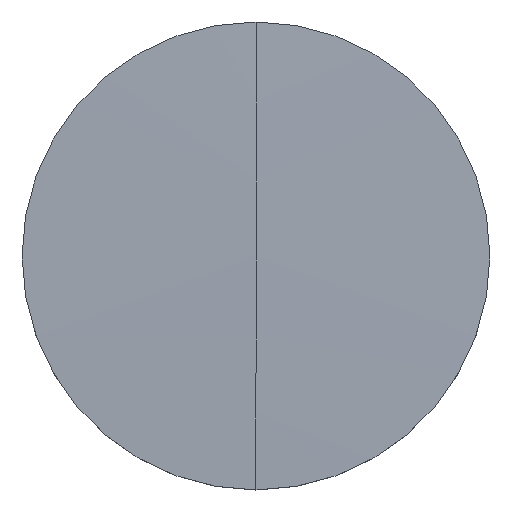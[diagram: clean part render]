
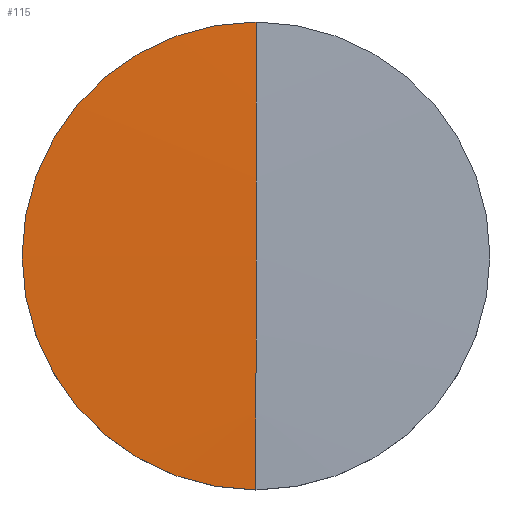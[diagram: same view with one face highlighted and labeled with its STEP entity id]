
A CAD part, top view. The second image highlights one B-rep face of the part: STEP entity #115.
In plain terms, the highlighted spherical face has radius 500 mm.
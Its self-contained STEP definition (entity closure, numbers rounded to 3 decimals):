
#11 = EDGE_CURVE ( 'NONE', #47, #106, #192, .T. ) ;
#12 = ORIENTED_EDGE ( 'NONE', *, *, #52, .T. ) ;
#13 = ORIENTED_EDGE ( 'NONE', *, *, #11, .T. ) ;
#46 = VERTEX_POINT ( 'NONE', #262 ) ;
#47 = VERTEX_POINT ( 'NONE', #247 ) ;
#52 = EDGE_CURVE ( 'NONE', #46, #47, #265, .T. ) ;
#81 = CARTESIAN_POINT ( 'NONE',  ( 0., 0., -498.341 ) ) ;
#82 = AXIS2_PLACEMENT_3D ( 'NONE', #81, #84, #83 ) ;
#83 = DIRECTION ( 'NONE',  ( 0., -1., 0. ) ) ;
#84 = DIRECTION ( 'NONE',  ( -1., 0., 0. ) ) ;
#106 = VERTEX_POINT ( 'NONE', #270 ) ;
#107 = ORIENTED_EDGE ( 'NONE', *, *, #108, .T. ) ;
#108 = EDGE_CURVE ( 'NONE', #106, #109, #266, .T. ) ;
#109 = VERTEX_POINT ( 'NONE', #278 ) ;
#110 = ORIENTED_EDGE ( 'NONE', *, *, #111, .F. ) ;
#111 = EDGE_CURVE ( 'NONE', #46, #109, #290, .T. ) ;
#113 = EDGE_LOOP ( 'NONE', ( #12, #13, #107, #110 ) ) ;
#115 = ADVANCED_FACE ( 'NONE', ( #292 ), #119, .T. ) ;
#119 = SPHERICAL_SURFACE ( 'NONE', #125, 500. ) ;
#124 = DIRECTION ( 'NONE',  ( 0., 1., 0. ) ) ;
#125 = AXIS2_PLACEMENT_3D ( 'NONE', #127, #126, #124 ) ;
#126 = DIRECTION ( 'NONE',  ( -1., 0., 0. ) ) ;
#127 = CARTESIAN_POINT ( 'NONE',  ( 0., 0., -498.341 ) ) ;
#188 = DIRECTION ( 'NONE',  ( 1., 0., 0. ) ) ;
#189 = DIRECTION ( 'NONE',  ( 0., 0., 1. ) ) ;
#190 = CARTESIAN_POINT ( 'NONE',  ( 0., 0., 1.498 ) ) ;
#191 = AXIS2_PLACEMENT_3D ( 'NONE', #190, #189, #188 ) ;
#192 = CIRCLE ( 'NONE', #191, 12.7 ) ;
#247 = CARTESIAN_POINT ( 'NONE',  ( -12.7, 0., 1.498 ) ) ;
#262 = CARTESIAN_POINT ( 'NONE',  ( 0., 12.7, 1.498 ) ) ;
#263 = DIRECTION ( 'NONE',  ( 0., 0., 1. ) ) ;
#264 = DIRECTION ( 'NONE',  ( 1., 0., 0. ) ) ;
#265 = CIRCLE ( 'NONE', #271, 12.7 ) ;
#266 = CIRCLE ( 'NONE', #82, 500. ) ;
#270 = CARTESIAN_POINT ( 'NONE',  ( 0., -12.7, 1.498 ) ) ;
#271 = AXIS2_PLACEMENT_3D ( 'NONE', #272, #263, #264 ) ;
#272 = CARTESIAN_POINT ( 'NONE',  ( 0., 0., 1.498 ) ) ;
#274 = AXIS2_PLACEMENT_3D ( 'NONE', #285, #286, #287 ) ;
#278 = CARTESIAN_POINT ( 'NONE',  ( 0., 0., 1.659 ) ) ;
#285 = CARTESIAN_POINT ( 'NONE',  ( 0., 0., -498.341 ) ) ;
#286 = DIRECTION ( 'NONE',  ( 1., 0., 0. ) ) ;
#287 = DIRECTION ( 'NONE',  ( 0., 0., -1. ) ) ;
#290 = CIRCLE ( 'NONE', #274, 500. ) ;
#292 = FACE_OUTER_BOUND ( 'NONE', #113, .T. ) ;
